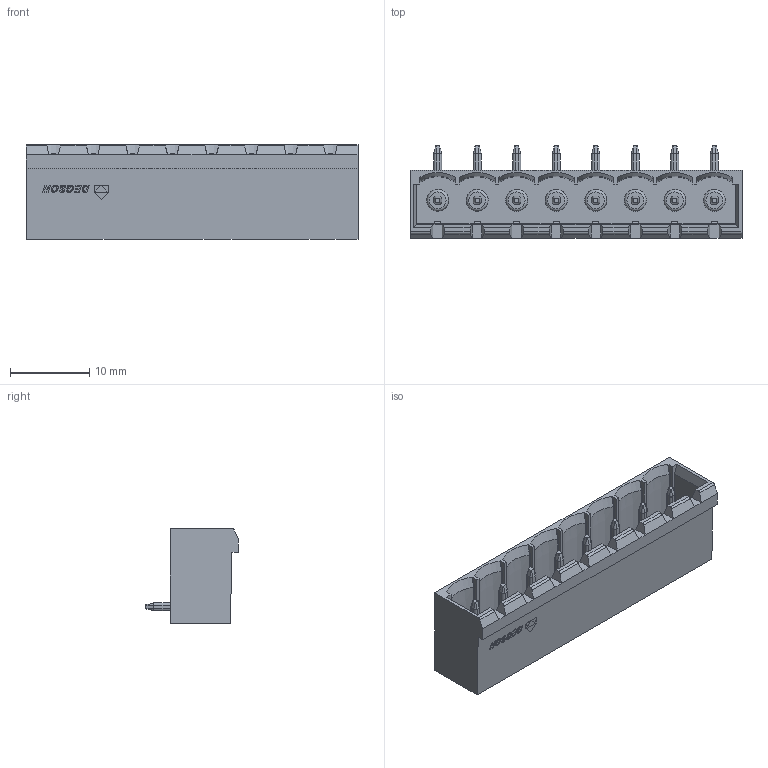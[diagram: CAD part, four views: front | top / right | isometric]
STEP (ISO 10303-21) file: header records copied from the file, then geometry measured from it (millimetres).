
FILE_DESCRIPTION(/* description */ (''),/* implementation_level */ '2;1');
FILE_NAME(/* name */ '2EDGRC-5.0-08P-14-100A(H).stp',/* time_stamp */ '2020-06-23T17:15:48+08:00',/* author */ (''),/* organization */ (''),/* preprocessor_version */ 'ST-DEVELOPER v15',/* originating_system */ 'SIEMENS PLM Software NX 8.5',/* authorisation */ '');
FILE_SCHEMA (('AUTOMOTIVE_DESIGN { 1 0 10303 214 3 1 1 1 }'));
Length unit declared in the file: millimetre
Products named in the file (1): Admi19D4A989cswb
Bounding box: 42 x 11.7 x 12 mm (x, y, z)
Volume: 1971.9 mm3; surface area: 3068.8 mm2
Topology: 1 solids, 1 shells, 829 faces, 2210 edges, 1417 vertices
Faces by surface type: plane 652, cone 88, cylinder 81, torus 8
Entity records: 25225 total; most frequent: CARTESIAN_POINT 4675, ORIENTED_EDGE 4360, DIRECTION 4041, EDGE_CURVE 2180, LINE 1827, VECTOR 1827, VERTEX_POINT 1403, AXIS2_PLACEMENT_3D 1107
